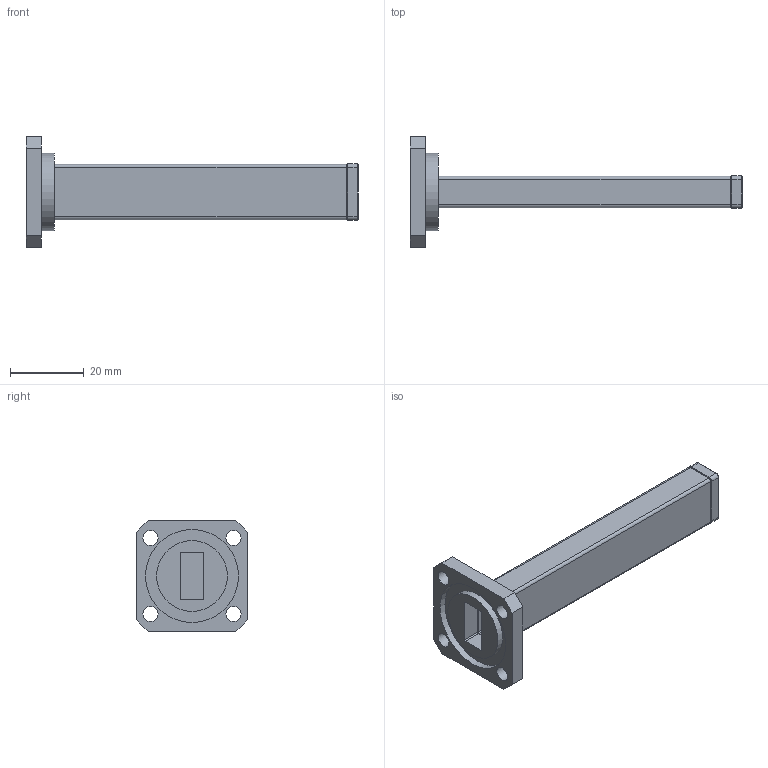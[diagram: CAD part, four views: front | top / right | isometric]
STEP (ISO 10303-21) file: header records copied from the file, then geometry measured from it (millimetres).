
FILE_DESCRIPTION (( 'STEP AP214' ), '1' );
FILE_NAME ('006519.STEP', '2020-11-22T22:05:14', ( '' ), ( '' ), 'SwSTEP 2.0', 'SolidWorks 2019', '' );
FILE_SCHEMA (( 'AUTOMOTIVE_DESIGN' ));
Length unit declared in the file: millimetre
Products named in the file (1): 006519
Bounding box: 90 x 30.1 x 30.1 mm (x, y, z)
Surface area: 10114.4 mm2 (no closed solid volume)
Topology: 0 solids, 4 shells, 90 faces, 229 edges, 146 vertices
Faces by surface type: plane 47, cylinder 27, cone 16
Full cylindrical faces by diameter (mm): 4.085 x4, 19.2 x1, 21 x1, 25.2 x1
Entity records: 3608 total; most frequent: DIRECTION 470, CARTESIAN_POINT 451, ORIENTED_EDGE 380, EDGE_CURVE 218, AXIS2_PLACEMENT_3D 161, VECTOR 148, LINE 148, VERTEX_POINT 142
